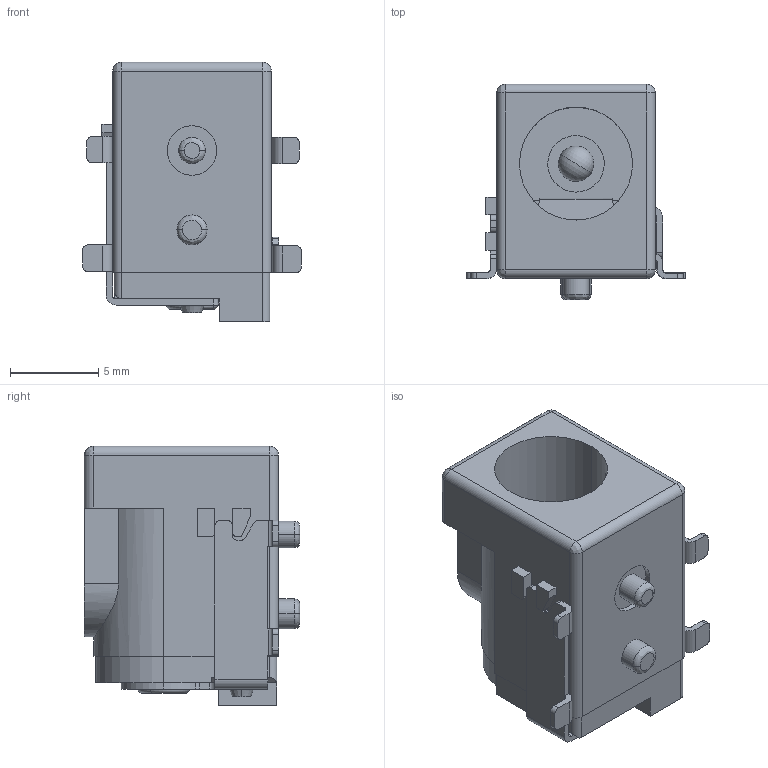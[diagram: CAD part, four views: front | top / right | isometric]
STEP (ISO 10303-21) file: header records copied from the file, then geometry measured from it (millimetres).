
FILE_DESCRIPTION(('FreeCAD Model'),'2;1');
FILE_NAME('Open CASCADE Shape Model','2023-06-05T13:40:58',(''),(''), 'Open CASCADE STEP processor 7.6','FreeCAD','Unknown');
FILE_SCHEMA(('AUTOMOTIVE_DESIGN { 1 0 10303 214 1 1 1 1 }'));
Length unit declared in the file: millimetre
Products named in the file (7): CONN_54_00164; 54-00164_shell; 54-00164_insulator; 54-00164_center; 54-00164_center contact; 54-00164_spring contact; 54-00164_shell contact
Assembly tree (6 placements, depth 2):
  CONN_54_00164
    54-00164_shell
    54-00164_insulator
    54-00164_center
    54-00164_center contact
    54-00164_spring contact
    54-00164_shell contact
Bounding box: 12.4 x 12.2 x 14.7 mm (x, y, z)
Volume: 795.6 mm3; surface area: 1840.2 mm2
Topology: 6 solids, 6 shells, 315 faces, 826 edges, 528 vertices
Faces by surface type: plane 168, cylinder 115, bspline 18, cone 6, torus 6, sphere 2
Entity records: 10274 total; most frequent: CARTESIAN_POINT 2282, DIRECTION 1642, ORIENTED_EDGE 1636, EDGE_CURVE 818, AXIS2_PLACEMENT_3D 550, LINE 542, VECTOR 542, VERTEX_POINT 528
